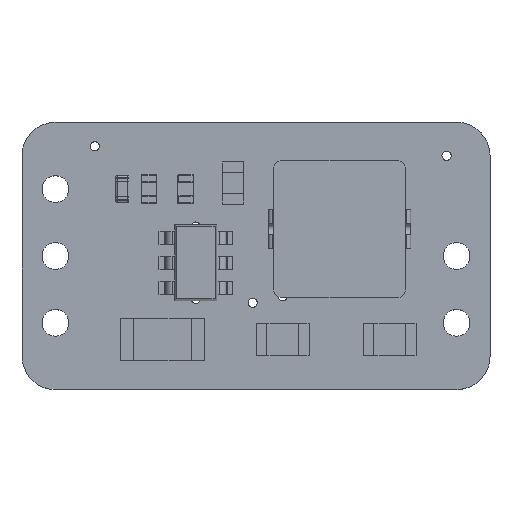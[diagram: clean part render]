
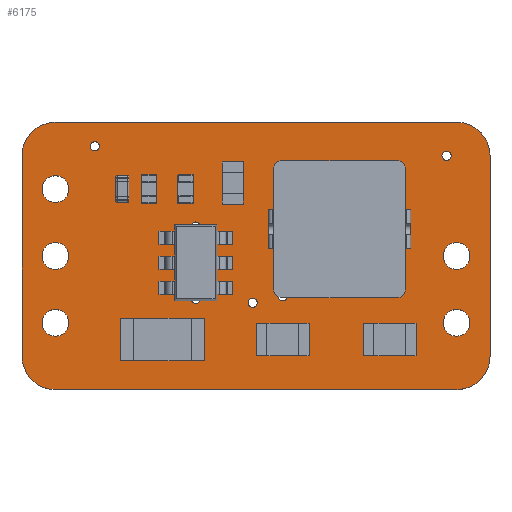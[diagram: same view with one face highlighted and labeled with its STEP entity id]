
A CAD part, top view. The second image highlights one B-rep face of the part: STEP entity #6175.
In plain terms, the highlighted planar face has unit normal (0, 0, 1).
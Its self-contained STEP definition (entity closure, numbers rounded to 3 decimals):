
#517=FACE_BOUND('',#1123,.T.);
#518=FACE_BOUND('',#1124,.T.);
#519=FACE_BOUND('',#1125,.T.);
#520=FACE_BOUND('',#1126,.T.);
#521=FACE_BOUND('',#1127,.T.);
#522=FACE_BOUND('',#1128,.T.);
#523=FACE_BOUND('',#1129,.T.);
#524=FACE_BOUND('',#1130,.T.);
#525=FACE_BOUND('',#1131,.T.);
#526=FACE_BOUND('',#1132,.T.);
#527=FACE_BOUND('',#1133,.T.);
#528=FACE_BOUND('',#1134,.T.);
#529=FACE_BOUND('',#1135,.T.);
#554=PLANE('',#6695);
#770=FACE_OUTER_BOUND('',#1122,.T.);
#1122=EDGE_LOOP('',(#4404,#4405,#4406,#4407,#4408,#4409,#4410,#4411,#4412,
#4413,#4414));
#1123=EDGE_LOOP('',(#4415));
#1124=EDGE_LOOP('',(#4416));
#1125=EDGE_LOOP('',(#4417));
#1126=EDGE_LOOP('',(#4418));
#1127=EDGE_LOOP('',(#4419));
#1128=EDGE_LOOP('',(#4420));
#1129=EDGE_LOOP('',(#4421));
#1130=EDGE_LOOP('',(#4422));
#1131=EDGE_LOOP('',(#4423));
#1132=EDGE_LOOP('',(#4424));
#1133=EDGE_LOOP('',(#4425));
#1134=EDGE_LOOP('',(#4426));
#1135=EDGE_LOOP('',(#4427));
#1496=LINE('',#9123,#2088);
#1499=LINE('',#9129,#2091);
#1503=LINE('',#9141,#2095);
#1506=LINE('',#9147,#2098);
#1510=LINE('',#9159,#2102);
#1513=LINE('',#9165,#2105);
#1517=LINE('',#9175,#2109);
#2088=VECTOR('',#7342,10.);
#2091=VECTOR('',#7347,10.);
#2095=VECTOR('',#7359,10.);
#2098=VECTOR('',#7364,10.);
#2102=VECTOR('',#7376,10.);
#2105=VECTOR('',#7381,10.);
#2109=VECTOR('',#7393,10.);
#2665=CIRCLE('',#6639,0.508);
#2667=CIRCLE('',#6642,0.175);
#2669=CIRCLE('',#6645,0.175);
#2671=CIRCLE('',#6648,0.175);
#2673=CIRCLE('',#6651,0.508);
#2675=CIRCLE('',#6654,0.175);
#2677=CIRCLE('',#6657,0.508);
#2679=CIRCLE('',#6660,0.175);
#2681=CIRCLE('',#6663,0.508);
#2683=CIRCLE('',#6666,0.175);
#2685=CIRCLE('',#6669,0.175);
#2687=CIRCLE('',#6672,0.508);
#2689=CIRCLE('',#6675,0.175);
#2691=CIRCLE('',#6678,1.27);
#2693=CIRCLE('',#6683,1.27);
#2695=CIRCLE('',#6688,1.27);
#2697=CIRCLE('',#6693,1.27);
#2901=VERTEX_POINT('',#9035);
#2903=VERTEX_POINT('',#9041);
#2905=VERTEX_POINT('',#9047);
#2907=VERTEX_POINT('',#9053);
#2909=VERTEX_POINT('',#9059);
#2911=VERTEX_POINT('',#9065);
#2913=VERTEX_POINT('',#9071);
#2915=VERTEX_POINT('',#9077);
#2917=VERTEX_POINT('',#9083);
#2919=VERTEX_POINT('',#9089);
#2921=VERTEX_POINT('',#9095);
#2923=VERTEX_POINT('',#9101);
#2925=VERTEX_POINT('',#9107);
#2928=VERTEX_POINT('',#9114);
#2929=VERTEX_POINT('',#9116);
#2931=VERTEX_POINT('',#9122);
#2933=VERTEX_POINT('',#9128);
#2935=VERTEX_POINT('',#9134);
#2937=VERTEX_POINT('',#9140);
#2939=VERTEX_POINT('',#9146);
#2941=VERTEX_POINT('',#9152);
#2943=VERTEX_POINT('',#9158);
#2945=VERTEX_POINT('',#9164);
#2947=VERTEX_POINT('',#9170);
#3442=EDGE_CURVE('',#2901,#2901,#2665,.T.);
#3445=EDGE_CURVE('',#2903,#2903,#2667,.T.);
#3448=EDGE_CURVE('',#2905,#2905,#2669,.T.);
#3451=EDGE_CURVE('',#2907,#2907,#2671,.T.);
#3454=EDGE_CURVE('',#2909,#2909,#2673,.T.);
#3457=EDGE_CURVE('',#2911,#2911,#2675,.T.);
#3460=EDGE_CURVE('',#2913,#2913,#2677,.T.);
#3463=EDGE_CURVE('',#2915,#2915,#2679,.T.);
#3466=EDGE_CURVE('',#2917,#2917,#2681,.T.);
#3469=EDGE_CURVE('',#2919,#2919,#2683,.T.);
#3472=EDGE_CURVE('',#2921,#2921,#2685,.T.);
#3475=EDGE_CURVE('',#2923,#2923,#2687,.T.);
#3478=EDGE_CURVE('',#2925,#2925,#2689,.T.);
#3481=EDGE_CURVE('',#2929,#2928,#2691,.T.);
#3484=EDGE_CURVE('',#2931,#2929,#1496,.T.);
#3487=EDGE_CURVE('',#2933,#2931,#1499,.T.);
#3490=EDGE_CURVE('',#2935,#2933,#2693,.T.);
#3493=EDGE_CURVE('',#2937,#2935,#1503,.T.);
#3496=EDGE_CURVE('',#2939,#2937,#1506,.T.);
#3499=EDGE_CURVE('',#2941,#2939,#2695,.T.);
#3502=EDGE_CURVE('',#2943,#2941,#1510,.T.);
#3505=EDGE_CURVE('',#2945,#2943,#1513,.T.);
#3508=EDGE_CURVE('',#2947,#2945,#2697,.T.);
#3511=EDGE_CURVE('',#2928,#2947,#1517,.T.);
#4404=ORIENTED_EDGE('',*,*,#3511,.T.);
#4405=ORIENTED_EDGE('',*,*,#3508,.T.);
#4406=ORIENTED_EDGE('',*,*,#3505,.T.);
#4407=ORIENTED_EDGE('',*,*,#3502,.T.);
#4408=ORIENTED_EDGE('',*,*,#3499,.T.);
#4409=ORIENTED_EDGE('',*,*,#3496,.T.);
#4410=ORIENTED_EDGE('',*,*,#3493,.T.);
#4411=ORIENTED_EDGE('',*,*,#3490,.T.);
#4412=ORIENTED_EDGE('',*,*,#3487,.T.);
#4413=ORIENTED_EDGE('',*,*,#3484,.T.);
#4414=ORIENTED_EDGE('',*,*,#3481,.T.);
#4415=ORIENTED_EDGE('',*,*,#3442,.T.);
#4416=ORIENTED_EDGE('',*,*,#3445,.T.);
#4417=ORIENTED_EDGE('',*,*,#3448,.T.);
#4418=ORIENTED_EDGE('',*,*,#3451,.T.);
#4419=ORIENTED_EDGE('',*,*,#3454,.T.);
#4420=ORIENTED_EDGE('',*,*,#3457,.T.);
#4421=ORIENTED_EDGE('',*,*,#3460,.T.);
#4422=ORIENTED_EDGE('',*,*,#3463,.T.);
#4423=ORIENTED_EDGE('',*,*,#3466,.T.);
#4424=ORIENTED_EDGE('',*,*,#3469,.T.);
#4425=ORIENTED_EDGE('',*,*,#3472,.T.);
#4426=ORIENTED_EDGE('',*,*,#3475,.T.);
#4427=ORIENTED_EDGE('',*,*,#3478,.T.);
#6175=ADVANCED_FACE('',(#770,#517,#518,#519,#520,#521,#522,#523,#524,#525,
#526,#527,#528,#529),#554,.T.);
#6639=AXIS2_PLACEMENT_3D('',#9037,#7245,#7246);
#6642=AXIS2_PLACEMENT_3D('',#9043,#7252,#7253);
#6645=AXIS2_PLACEMENT_3D('',#9049,#7259,#7260);
#6648=AXIS2_PLACEMENT_3D('',#9055,#7266,#7267);
#6651=AXIS2_PLACEMENT_3D('',#9061,#7273,#7274);
#6654=AXIS2_PLACEMENT_3D('',#9067,#7280,#7281);
#6657=AXIS2_PLACEMENT_3D('',#9073,#7287,#7288);
#6660=AXIS2_PLACEMENT_3D('',#9079,#7294,#7295);
#6663=AXIS2_PLACEMENT_3D('',#9085,#7301,#7302);
#6666=AXIS2_PLACEMENT_3D('',#9091,#7308,#7309);
#6669=AXIS2_PLACEMENT_3D('',#9097,#7315,#7316);
#6672=AXIS2_PLACEMENT_3D('',#9103,#7322,#7323);
#6675=AXIS2_PLACEMENT_3D('',#9109,#7329,#7330);
#6678=AXIS2_PLACEMENT_3D('',#9117,#7336,#7337);
#6683=AXIS2_PLACEMENT_3D('',#9135,#7353,#7354);
#6688=AXIS2_PLACEMENT_3D('',#9153,#7370,#7371);
#6693=AXIS2_PLACEMENT_3D('',#9171,#7387,#7388);
#6695=AXIS2_PLACEMENT_3D('',#9176,#7394,#7395);
#7245=DIRECTION('center_axis',(0.,0.,-1.));
#7246=DIRECTION('ref_axis',(1.,0.,0.));
#7252=DIRECTION('center_axis',(0.,0.,-1.));
#7253=DIRECTION('ref_axis',(1.,0.,0.));
#7259=DIRECTION('center_axis',(0.,0.,-1.));
#7260=DIRECTION('ref_axis',(1.,0.,0.));
#7266=DIRECTION('center_axis',(0.,0.,-1.));
#7267=DIRECTION('ref_axis',(1.,0.,0.));
#7273=DIRECTION('center_axis',(0.,0.,-1.));
#7274=DIRECTION('ref_axis',(1.,0.,0.));
#7280=DIRECTION('center_axis',(0.,0.,-1.));
#7281=DIRECTION('ref_axis',(1.,0.,0.));
#7287=DIRECTION('center_axis',(0.,0.,-1.));
#7288=DIRECTION('ref_axis',(1.,0.,0.));
#7294=DIRECTION('center_axis',(0.,0.,-1.));
#7295=DIRECTION('ref_axis',(1.,0.,0.));
#7301=DIRECTION('center_axis',(0.,0.,-1.));
#7302=DIRECTION('ref_axis',(1.,0.,0.));
#7308=DIRECTION('center_axis',(0.,0.,-1.));
#7309=DIRECTION('ref_axis',(1.,0.,0.));
#7315=DIRECTION('center_axis',(0.,0.,-1.));
#7316=DIRECTION('ref_axis',(1.,0.,0.));
#7322=DIRECTION('center_axis',(0.,0.,-1.));
#7323=DIRECTION('ref_axis',(1.,0.,0.));
#7329=DIRECTION('center_axis',(0.,0.,-1.));
#7330=DIRECTION('ref_axis',(1.,0.,0.));
#7336=DIRECTION('center_axis',(0.,0.,1.));
#7337=DIRECTION('ref_axis',(-0.087,0.996,0.));
#7342=DIRECTION('',(-0.999,-0.044,0.));
#7347=DIRECTION('',(-1.,0.,0.));
#7353=DIRECTION('center_axis',(0.,0.,1.));
#7354=DIRECTION('ref_axis',(0.996,0.087,0.));
#7359=DIRECTION('',(-0.043,0.999,0.));
#7364=DIRECTION('',(0.,1.,0.));
#7370=DIRECTION('center_axis',(0.,0.,1.));
#7371=DIRECTION('ref_axis',(0.087,-0.996,0.));
#7376=DIRECTION('',(0.999,0.044,0.));
#7381=DIRECTION('',(1.,0.,0.));
#7387=DIRECTION('center_axis',(0.,0.,1.));
#7388=DIRECTION('ref_axis',(-1.,0.,0.));
#7393=DIRECTION('',(0.,-1.,0.));
#7394=DIRECTION('center_axis',(0.,0.,1.));
#7395=DIRECTION('ref_axis',(1.,0.,0.));
#9035=CARTESIAN_POINT('',(0.762,-2.54,1.57));
#9037=CARTESIAN_POINT('Origin',(1.27,-2.54,1.57));
#9041=CARTESIAN_POINT('',(9.731,-1.524,1.57));
#9043=CARTESIAN_POINT('Origin',(9.906,-1.524,1.57));
#9047=CARTESIAN_POINT('',(6.429,1.118,1.57));
#9049=CARTESIAN_POINT('Origin',(6.604,1.118,1.57));
#9053=CARTESIAN_POINT('',(8.588,-1.778,1.57));
#9055=CARTESIAN_POINT('Origin',(8.763,-1.778,1.57));
#9059=CARTESIAN_POINT('',(0.762,2.54,1.57));
#9061=CARTESIAN_POINT('Origin',(1.27,2.54,1.57));
#9065=CARTESIAN_POINT('',(6.429,-1.626,1.57));
#9067=CARTESIAN_POINT('Origin',(6.604,-1.626,1.57));
#9071=CARTESIAN_POINT('',(16.002,-2.54,1.57));
#9073=CARTESIAN_POINT('Origin',(16.51,-2.54,1.57));
#9077=CARTESIAN_POINT('',(2.594,4.166,1.57));
#9079=CARTESIAN_POINT('Origin',(2.769,4.166,1.57));
#9083=CARTESIAN_POINT('',(0.762,0.,1.57));
#9085=CARTESIAN_POINT('Origin',(1.27,0.,1.57));
#9089=CARTESIAN_POINT('',(6.429,0.203,1.57));
#9091=CARTESIAN_POINT('Origin',(6.604,0.203,1.57));
#9095=CARTESIAN_POINT('',(15.954,3.81,1.57));
#9097=CARTESIAN_POINT('Origin',(16.129,3.81,1.57));
#9101=CARTESIAN_POINT('',(16.002,0.,1.57));
#9103=CARTESIAN_POINT('Origin',(16.51,0.,1.57));
#9107=CARTESIAN_POINT('',(6.429,-0.711,1.57));
#9109=CARTESIAN_POINT('Origin',(6.604,-0.711,1.57));
#9114=CARTESIAN_POINT('',(0.,3.81,1.57));
#9116=CARTESIAN_POINT('',(1.159,5.075,1.57));
#9117=CARTESIAN_POINT('Origin',(1.27,3.81,1.57));
#9122=CARTESIAN_POINT('',(1.27,5.08,1.57));
#9123=CARTESIAN_POINT('',(1.27,5.08,1.57));
#9128=CARTESIAN_POINT('',(16.51,5.08,1.57));
#9129=CARTESIAN_POINT('',(16.51,5.08,1.57));
#9134=CARTESIAN_POINT('',(17.775,3.921,1.57));
#9135=CARTESIAN_POINT('Origin',(16.51,3.81,1.57));
#9140=CARTESIAN_POINT('',(17.78,3.81,1.57));
#9141=CARTESIAN_POINT('',(17.78,3.81,1.57));
#9146=CARTESIAN_POINT('',(17.78,-3.81,1.57));
#9147=CARTESIAN_POINT('',(17.78,-3.81,1.57));
#9152=CARTESIAN_POINT('',(16.621,-5.075,1.57));
#9153=CARTESIAN_POINT('Origin',(16.51,-3.81,1.57));
#9158=CARTESIAN_POINT('',(16.51,-5.08,1.57));
#9159=CARTESIAN_POINT('',(16.51,-5.08,1.57));
#9164=CARTESIAN_POINT('',(1.27,-5.08,1.57));
#9165=CARTESIAN_POINT('',(1.27,-5.08,1.57));
#9170=CARTESIAN_POINT('',(0.,-3.81,1.57));
#9171=CARTESIAN_POINT('Origin',(1.27,-3.81,1.57));
#9175=CARTESIAN_POINT('',(0.,3.81,1.57));
#9176=CARTESIAN_POINT('Origin',(8.89,0.,1.57));
